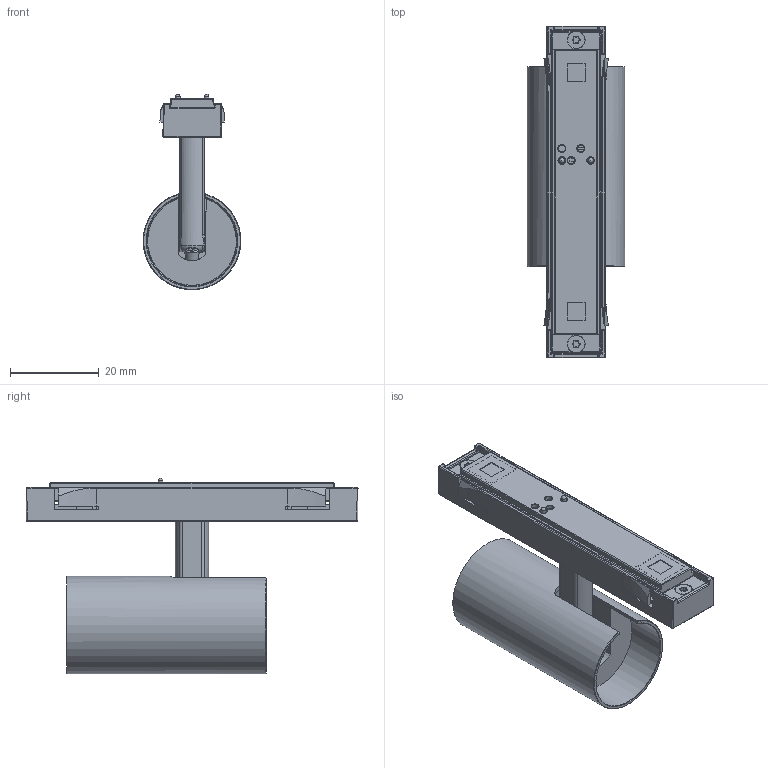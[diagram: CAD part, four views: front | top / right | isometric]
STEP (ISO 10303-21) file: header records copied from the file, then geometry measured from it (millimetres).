
FILE_DESCRIPTION(/* description */ ('This is a sample STEP configuration'),/* implementation_level */ '2;1');
FILE_NAME(/* name */ '708-002010xxxxxx SIMPLE.ipt_Rev_00.1.stp',/* time_stamp */ '2023-04-04T11:27:36+02:00',/* author */ ('powerJobs'),/* organization */ ('coolOrange'),/* preprocessor_version */ 'ST-DEVELOPER v19.2',/* originating_system */ 'Autodesk Inventor 2023',/* authorisation */ '');
FILE_SCHEMA (('AUTOMOTIVE_DESIGN { 1 0 10303 214 3 1 1 }'));
Length unit declared in the file: millimetre
Products named in the file (1): ENG000026395
Bounding box: 22 x 74.86 x 44.06 mm (x, y, z)
Volume: 15210.8 mm3; surface area: 18129 mm2
Topology: 1 solids, 1 shells, 2566 faces, 6928 edges, 4413 vertices
Faces by surface type: sphere 1001, plane 797, cylinder 466, bspline 169, torus 73, cone 60
Full cylindrical faces by diameter (mm): 1.062 x2, 1.25 x2, 1.499 x2, 1.549 x2, 1.567 x2, 1.6 x3, 1.829 x2, 2 x2, 2.1 x2, 2.7 x1, 3 x2, 3.8 x2, 4.6 x1, 5 x2, 5.1 x1, 5.6 x1, 6.7 x1, 6.8 x1, 11 x1, 11.4 x1, 20 x1, 22 x1
Entity records: 90186 total; most frequent: CARTESIAN_POINT 23832, DIRECTION 15135, ORIENTED_EDGE 13818, EDGE_CURVE 6909, AXIS2_PLACEMENT_3D 6428, VERTEX_POINT 4413, CIRCLE 3727, EDGE_LOOP 2666
